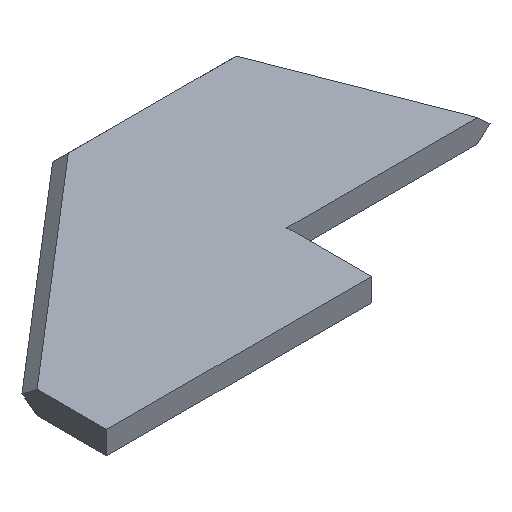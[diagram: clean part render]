
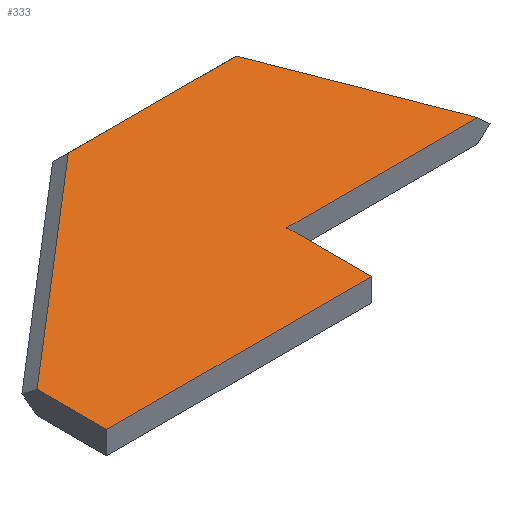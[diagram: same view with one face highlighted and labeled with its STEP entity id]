
A CAD part, isometric view. The second image highlights one B-rep face of the part: STEP entity #333.
In plain terms, the highlighted planar face has unit normal (0, 0, 1).
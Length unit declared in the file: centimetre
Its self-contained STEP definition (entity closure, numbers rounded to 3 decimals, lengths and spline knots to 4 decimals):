
#1 = CARTESIAN_POINT ( 'NONE',  ( 3.4227, 7.1825, 0.635 ) ) ;
#4 = EDGE_CURVE ( 'NONE', #271, #330, #53, .T. ) ;
#12 = ORIENTED_EDGE ( 'NONE', *, *, #183, .T. ) ;
#15 = VECTOR ( 'NONE', #326, 100. ) ;
#21 = DIRECTION ( 'NONE',  ( 0., 1., 0. ) ) ;
#32 = CARTESIAN_POINT ( 'NONE',  ( 0., 2.35, 0.635 ) ) ;
#39 = CARTESIAN_POINT ( 'NONE',  ( 0., 7.1825, 0.635 ) ) ;
#53 = LINE ( 'NONE', #243, #151 ) ;
#63 = CARTESIAN_POINT ( 'NONE',  ( -7.36, 1.9316, 0.635 ) ) ;
#70 = VECTOR ( 'NONE', #229, 100. ) ;
#79 = VERTEX_POINT ( 'NONE', #218 ) ;
#80 = VECTOR ( 'NONE', #376, 100. ) ;
#81 = ORIENTED_EDGE ( 'NONE', *, *, #199, .T. ) ;
#82 = EDGE_CURVE ( 'NONE', #403, #203, #190, .T. ) ;
#84 = VECTOR ( 'NONE', #287, 100. ) ;
#88 = DIRECTION ( 'NONE',  ( 0., -1., 0. ) ) ;
#89 = CARTESIAN_POINT ( 'NONE',  ( -4.0768, 4.7497, 0.635 ) ) ;
#101 = LINE ( 'NONE', #39, #70 ) ;
#121 = CARTESIAN_POINT ( 'NONE',  ( 0., 0., 0.635 ) ) ;
#124 = EDGE_CURVE ( 'NONE', #203, #79, #316, .T. ) ;
#139 = ORIENTED_EDGE ( 'NONE', *, *, #124, .T. ) ;
#147 = ORIENTED_EDGE ( 'NONE', *, *, #396, .T. ) ;
#151 = VECTOR ( 'NONE', #21, 100. ) ;
#154 = EDGE_CURVE ( 'NONE', #330, #169, #361, .T. ) ;
#159 = CARTESIAN_POINT ( 'NONE',  ( -7.36, 2.35, 0.635 ) ) ;
#165 = FACE_OUTER_BOUND ( 'NONE', #213, .T. ) ;
#169 = VERTEX_POINT ( 'NONE', #257 ) ;
#183 = EDGE_CURVE ( 'NONE', #79, #271, #365, .T. ) ;
#190 = LINE ( 'NONE', #89, #80 ) ;
#195 = PLANE ( 'NONE',  #405 ) ;
#196 = DIRECTION ( 'NONE',  ( -1., 0., 0. ) ) ;
#198 = VECTOR ( 'NONE', #262, 100. ) ;
#199 = EDGE_CURVE ( 'NONE', #338, #403, #101, .T. ) ;
#203 = VERTEX_POINT ( 'NONE', #63 ) ;
#206 = ORIENTED_EDGE ( 'NONE', *, *, #4, .T. ) ;
#211 = ORIENTED_EDGE ( 'NONE', *, *, #82, .T. ) ;
#213 = EDGE_LOOP ( 'NONE', ( #372, #147, #81, #211, #139, #12, #206 ) ) ;
#218 = CARTESIAN_POINT ( 'NONE',  ( -7.36, 0., 0.635 ) ) ;
#229 = DIRECTION ( 'NONE',  ( -1., 0., 0. ) ) ;
#243 = CARTESIAN_POINT ( 'NONE',  ( 0., 0., 0.635 ) ) ;
#257 = CARTESIAN_POINT ( 'NONE',  ( 5.2994, 2.35, 0.635 ) ) ;
#262 = DIRECTION ( 'NONE',  ( -0.362, 0.932, 0. ) ) ;
#264 = VECTOR ( 'NONE', #88, 100. ) ;
#271 = VERTEX_POINT ( 'NONE', #121 ) ;
#282 = CARTESIAN_POINT ( 'NONE',  ( 5.3979, 2.0963, 0.635 ) ) ;
#287 = DIRECTION ( 'NONE',  ( 1., 0., 0. ) ) ;
#290 = DIRECTION ( 'NONE',  ( 0., 0., -1. ) ) ;
#316 = LINE ( 'NONE', #159, #264 ) ;
#319 = LINE ( 'NONE', #282, #198 ) ;
#326 = DIRECTION ( 'NONE',  ( 1., 0., 0. ) ) ;
#330 = VERTEX_POINT ( 'NONE', #32 ) ;
#333 = ADVANCED_FACE ( 'NONE', ( #165 ), #195, .F. ) ;
#338 = VERTEX_POINT ( 'NONE', #1 ) ;
#352 = CARTESIAN_POINT ( 'NONE',  ( 0., 0., 0.635 ) ) ;
#353 = CARTESIAN_POINT ( 'NONE',  ( 0., 2.35, 0.635 ) ) ;
#357 = CARTESIAN_POINT ( 'NONE',  ( -1.2424, 7.1825, 0.635 ) ) ;
#361 = LINE ( 'NONE', #353, #84 ) ;
#365 = LINE ( 'NONE', #390, #15 ) ;
#372 = ORIENTED_EDGE ( 'NONE', *, *, #154, .T. ) ;
#376 = DIRECTION ( 'NONE',  ( -0.759, -0.651, 0. ) ) ;
#390 = CARTESIAN_POINT ( 'NONE',  ( -7.36, 0., 0.635 ) ) ;
#396 = EDGE_CURVE ( 'NONE', #169, #338, #319, .T. ) ;
#403 = VERTEX_POINT ( 'NONE', #357 ) ;
#405 = AXIS2_PLACEMENT_3D ( 'NONE', #352, #290, #196 ) ;
